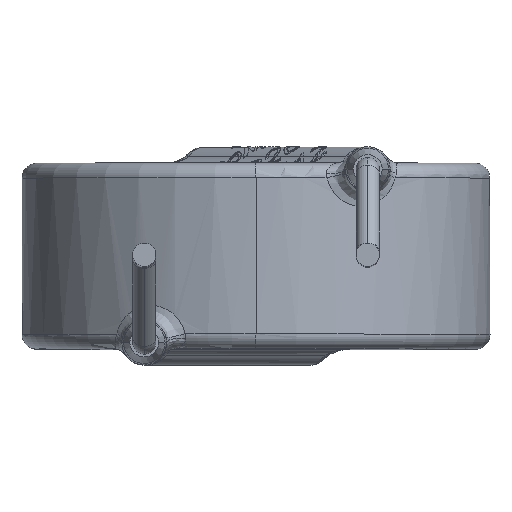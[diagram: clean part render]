
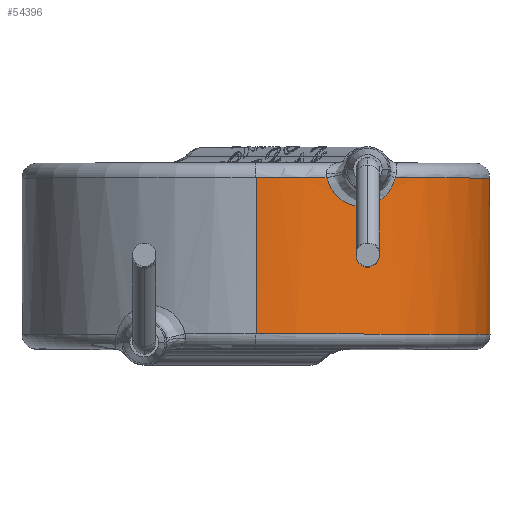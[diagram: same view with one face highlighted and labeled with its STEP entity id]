
A CAD part, top view. The second image highlights one B-rep face of the part: STEP entity #54396.
In plain terms, the highlighted cylindrical face has radius 7.85 mm (diameter 15.7 mm), a partial arc.
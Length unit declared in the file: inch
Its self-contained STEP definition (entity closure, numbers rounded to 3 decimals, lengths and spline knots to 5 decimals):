
#52 = DIRECTION ( 'NONE',  ( 0.804, 0., 0.595 ) ) ;
#278 = EDGE_CURVE ( 'NONE', #18399, #51586, #44784, .T. ) ;
#936 = CARTESIAN_POINT ( 'NONE',  ( 0.25875, 0.0456, 0.16903 ) ) ;
#1159 = CARTESIAN_POINT ( 'NONE',  ( 0.30906, 0.01969, 0. ) ) ;
#1506 = CARTESIAN_POINT ( 'NONE',  ( 0.28148, 0.0562, 0.12768 ) ) ;
#2043 = CARTESIAN_POINT ( 'NONE',  ( 0.24846, 0.01969, 0.1838 ) ) ;
#2867 = AXIS2_PLACEMENT_3D ( 'NONE', #55808, #13244, #30541 ) ;
#3092 = CYLINDRICAL_SURFACE ( 'NONE', #43185, 0.30906 ) ;
#3258 = CIRCLE ( 'NONE', #55784, 0.30906 ) ;
#5062 = EDGE_CURVE ( 'NONE', #44215, #40781, #10995, .T. ) ;
#5201 = CARTESIAN_POINT ( 'NONE',  ( 0.26696, 0.05414, 0.15575 ) ) ;
#6023 = CARTESIAN_POINT ( 'NONE',  ( 0.28861, 0.04747, 0.11059 ) ) ;
#6047 = CARTESIAN_POINT ( 'NONE',  ( 0., 0.22598, 0. ) ) ;
#6290 = CARTESIAN_POINT ( 'NONE',  ( 0.24878, 0.02159, 0.18337 ) ) ;
#6420 = VERTEX_POINT ( 'NONE', #7281 ) ;
#7281 = CARTESIAN_POINT ( 'NONE',  ( -0.30906, 0.22598, 0. ) ) ;
#7576 = CARTESIAN_POINT ( 'NONE',  ( 0.30906, 0.22598, 0. ) ) ;
#8374 = VECTOR ( 'NONE', #36450, 39.37008 ) ;
#8546 = EDGE_CURVE ( 'NONE', #51586, #42252, #53793, .T. ) ;
#9578 = CARTESIAN_POINT ( 'NONE',  ( -0.30906, 0.01969, 0. ) ) ;
#9735 = CARTESIAN_POINT ( 'NONE',  ( 0.25211, 0.03318, 0.17876 ) ) ;
#10269 = CARTESIAN_POINT ( 'NONE',  ( 0.29301, 0.03238, 0.0983 ) ) ;
#10995 = CIRCLE ( 'NONE', #2867, 0.30906 ) ;
#11024 = ORIENTED_EDGE ( 'NONE', *, *, #8546, .F. ) ;
#11334 = DIRECTION ( 'NONE',  ( 0., 1., 0. ) ) ;
#13244 = DIRECTION ( 'NONE',  ( 0., -1., 0. ) ) ;
#13974 = CARTESIAN_POINT ( 'NONE',  ( 0.29183, 0.03802, 0.10176 ) ) ;
#14036 = VERTEX_POINT ( 'NONE', #31515 ) ;
#14523 = CARTESIAN_POINT ( 'NONE',  ( 0.26467, 0.05229, 0.1596 ) ) ;
#14798 = CARTESIAN_POINT ( 'NONE',  ( 0.25517, 0.03981, 0.17438 ) ) ;
#15827 = AXIS2_PLACEMENT_3D ( 'NONE', #30168, #25096, #29893 ) ;
#17340 = CARTESIAN_POINT ( 'NONE',  ( 0., 0.01969, 0. ) ) ;
#18399 = VERTEX_POINT ( 'NONE', #31800 ) ;
#18441 = LINE ( 'NONE', #1159, #31474 ) ;
#19053 = CARTESIAN_POINT ( 'NONE',  ( 0.27545, 0.0576, 0.14021 ) ) ;
#19832 = FACE_OUTER_BOUND ( 'NONE', #29455, .T. ) ;
#21613 = DIRECTION ( 'NONE',  ( 0., -1., 0. ) ) ;
#22495 = CARTESIAN_POINT ( 'NONE',  ( 0.26264, 0.05032, 0.16292 ) ) ;
#23838 = CARTESIAN_POINT ( 'NONE',  ( 0.29448, 0.01969, 0.09379 ) ) ;
#24827 = ORIENTED_EDGE ( 'NONE', *, *, #53980, .F. ) ;
#25096 = DIRECTION ( 'NONE',  ( 0., -1., 0. ) ) ;
#26063 = ORIENTED_EDGE ( 'NONE', *, *, #55317, .T. ) ;
#27025 = CARTESIAN_POINT ( 'NONE',  ( 0.25078, 0.02944, 0.18063 ) ) ;
#28592 = AXIS2_PLACEMENT_3D ( 'NONE', #36633, #53982, #49983 ) ;
#29455 = EDGE_LOOP ( 'NONE', ( #44308, #26063, #49788, #45883, #30706, #11024, #52133, #24827 ) ) ;
#29893 = DIRECTION ( 'NONE',  ( 0.804, 0., 0.595 ) ) ;
#30168 = CARTESIAN_POINT ( 'NONE',  ( 0., 0.01969, 0. ) ) ;
#30541 = DIRECTION ( 'NONE',  ( 1., 0., 0. ) ) ;
#30706 = ORIENTED_EDGE ( 'NONE', *, *, #31855, .F. ) ;
#31281 = CARTESIAN_POINT ( 'NONE',  ( 0.29448, 0.01969, 0.09379 ) ) ;
#31474 = VECTOR ( 'NONE', #53601, 39.37008 ) ;
#31515 = CARTESIAN_POINT ( 'NONE',  ( -0.30905, 0.22598, 0.00086 ) ) ;
#31800 = CARTESIAN_POINT ( 'NONE',  ( 0.24846, 0.01969, 0.1838 ) ) ;
#31855 = EDGE_CURVE ( 'NONE', #42252, #6420, #54357, .T. ) ;
#32670 = DIRECTION ( 'NONE',  ( -1., 0., 0. ) ) ;
#35495 = CARTESIAN_POINT ( 'NONE',  ( 0.27241, 0.057, 0.14601 ) ) ;
#36056 = CARTESIAN_POINT ( 'NONE',  ( 0.29391, 0.02625, 0.09557 ) ) ;
#36315 = CARTESIAN_POINT ( 'NONE',  ( 0.28655, 0.05117, 0.11583 ) ) ;
#36450 = DIRECTION ( 'NONE',  ( 0., 1., 0. ) ) ;
#36633 = CARTESIAN_POINT ( 'NONE',  ( 0., 0.22598, 0. ) ) ;
#36820 = DIRECTION ( 'NONE',  ( 1., 0., 0. ) ) ;
#38144 = B_SPLINE_CURVE_WITH_KNOTS ( 'NONE', 3,
 ( #31281, #40859, #36056, #10269, #13974, #48579, #6023, #36315, #44028, #1506, #53398, #19053, #35495, #53661, #5201, #14523, #22495, #39751, #936, #44295, #14798, #49112, #9735, #27025, #45120, #6290, #2043 ),
 .UNSPECIFIED., .F., .F.,
 ( 4, 1, 1, 1, 1, 1, 1, 1, 1, 1, 1, 1, 1, 1, 1, 1, 1, 1, 1, 1, 1, 1, 1, 1, 4 ),
 ( 0., 0.04167, 0.08333, 0.125, 0.16667, 0.20833, 0.25, 0.29167, 0.33333, 0.375, 0.41667, 0.45833, 0.5, 0.54167, 0.58333, 0.625, 0.66667, 0.70833, 0.75, 0.79167, 0.83333, 0.875, 0.91667, 0.95833, 1. ),
 .UNSPECIFIED. ) ;
#38877 = CARTESIAN_POINT ( 'NONE',  ( -0.30905, 0.01969, 0.00086 ) ) ;
#39751 = CARTESIAN_POINT ( 'NONE',  ( 0.2607, 0.04814, 0.166 ) ) ;
#40431 = VERTEX_POINT ( 'NONE', #7576 ) ;
#40781 = VERTEX_POINT ( 'NONE', #23838 ) ;
#40859 = CARTESIAN_POINT ( 'NONE',  ( 0.29432, 0.02192, 0.09429 ) ) ;
#42252 = VERTEX_POINT ( 'NONE', #9578 ) ;
#43074 = CIRCLE ( 'NONE', #28592, 0.30906 ) ;
#43185 = AXIS2_PLACEMENT_3D ( 'NONE', #46176, #11334, #36820 ) ;
#44028 = CARTESIAN_POINT ( 'NONE',  ( 0.28417, 0.0541, 0.12156 ) ) ;
#44215 = VERTEX_POINT ( 'NONE', #48180 ) ;
#44295 = CARTESIAN_POINT ( 'NONE',  ( 0.25688, 0.04279, 0.17184 ) ) ;
#44308 = ORIENTED_EDGE ( 'NONE', *, *, #5062, .F. ) ;
#44784 = CIRCLE ( 'NONE', #15827, 0.30906 ) ;
#45120 = CARTESIAN_POINT ( 'NONE',  ( 0.24952, 0.0251, 0.18236 ) ) ;
#45243 = CARTESIAN_POINT ( 'NONE',  ( -0.30906, 0.01969, 0. ) ) ;
#45418 = DIRECTION ( 'NONE',  ( 0., 1., 0. ) ) ;
#45883 = ORIENTED_EDGE ( 'NONE', *, *, #52356, .F. ) ;
#46176 = CARTESIAN_POINT ( 'NONE',  ( 0., 0., 0. ) ) ;
#48180 = CARTESIAN_POINT ( 'NONE',  ( 0.30906, 0.01969, 0. ) ) ;
#48317 = AXIS2_PLACEMENT_3D ( 'NONE', #17340, #21613, #52 ) ;
#48579 = CARTESIAN_POINT ( 'NONE',  ( 0.29036, 0.04307, 0.10589 ) ) ;
#49112 = CARTESIAN_POINT ( 'NONE',  ( 0.25357, 0.0366, 0.17669 ) ) ;
#49788 = ORIENTED_EDGE ( 'NONE', *, *, #52328, .F. ) ;
#49983 = DIRECTION ( 'NONE',  ( -1., 0., 0. ) ) ;
#51586 = VERTEX_POINT ( 'NONE', #38877 ) ;
#52133 = ORIENTED_EDGE ( 'NONE', *, *, #278, .F. ) ;
#52328 = EDGE_CURVE ( 'NONE', #14036, #40431, #3258, .T. ) ;
#52356 = EDGE_CURVE ( 'NONE', #6420, #14036, #43074, .T. ) ;
#53398 = CARTESIAN_POINT ( 'NONE',  ( 0.27852, 0.05737, 0.13401 ) ) ;
#53601 = DIRECTION ( 'NONE',  ( 0., 1., 0. ) ) ;
#53661 = CARTESIAN_POINT ( 'NONE',  ( 0.26955, 0.05578, 0.15122 ) ) ;
#53793 = CIRCLE ( 'NONE', #48317, 0.30906 ) ;
#53980 = EDGE_CURVE ( 'NONE', #40781, #18399, #38144, .T. ) ;
#53982 = DIRECTION ( 'NONE',  ( 0., 1., 0. ) ) ;
#54357 = LINE ( 'NONE', #45243, #8374 ) ;
#54396 = ADVANCED_FACE ( 'NONE', ( #19832 ), #3092, .T. ) ;
#55317 = EDGE_CURVE ( 'NONE', #44215, #40431, #18441, .T. ) ;
#55784 = AXIS2_PLACEMENT_3D ( 'NONE', #6047, #45418, #32670 ) ;
#55808 = CARTESIAN_POINT ( 'NONE',  ( 0., 0.01969, 0. ) ) ;
